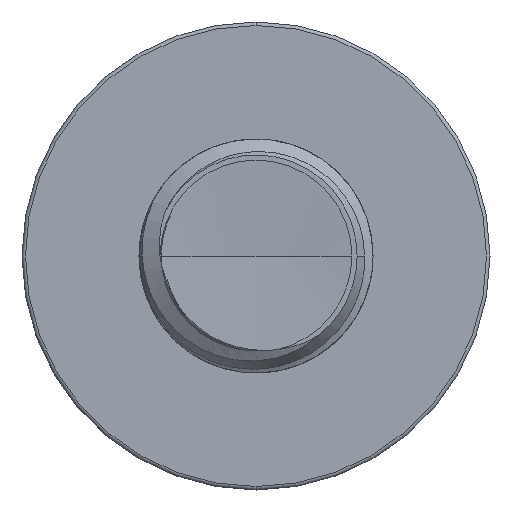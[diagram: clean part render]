
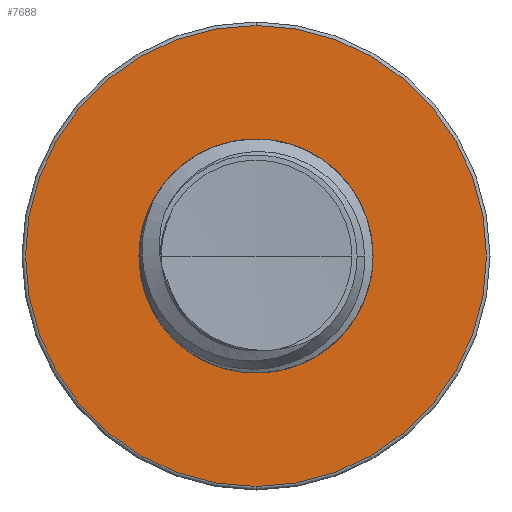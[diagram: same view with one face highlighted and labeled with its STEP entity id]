
A CAD part, front view. The second image highlights one B-rep face of the part: STEP entity #7688.
In plain terms, the highlighted planar face has unit normal (0, -1, 0).
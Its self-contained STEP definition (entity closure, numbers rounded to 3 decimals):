
#185 = VERTEX_POINT ( 'NONE', #10531 ) ;
#1384 = AXIS2_PLACEMENT_3D ( 'NONE', #11487, #11452, #11432 ) ;
#3096 = DIRECTION ( 'NONE',  ( 0., -1., 0. ) ) ;
#3494 = DIRECTION ( 'NONE',  ( 0., 0., -1. ) ) ;
#3544 = CARTESIAN_POINT ( 'NONE',  ( 0., 6., 1.971 ) ) ;
#3580 = PLANE ( 'NONE',  #19988 ) ;
#3611 = DIRECTION ( 'NONE',  ( 0., -1., 0. ) ) ;
#3801 = DIRECTION ( 'NONE',  ( 0., 0., -1. ) ) ;
#3806 = FACE_BOUND ( 'NONE', #9877, .T. ) ;
#3812 = DIRECTION ( 'NONE',  ( 0., -1., 0. ) ) ;
#3837 = CARTESIAN_POINT ( 'NONE',  ( 0., 6., 0. ) ) ;
#5096 = VERTEX_POINT ( 'NONE', #12861 ) ;
#5483 = EDGE_CURVE ( 'NONE', #185, #9891, #8057, .T. ) ;
#6182 = DIRECTION ( 'NONE',  ( 0., -1., 0. ) ) ;
#7529 = EDGE_CURVE ( 'NONE', #16478, #5096, #21493, .T. ) ;
#7545 = ORIENTED_EDGE ( 'NONE', *, *, #7529, .T. ) ;
#7579 = ORIENTED_EDGE ( 'NONE', *, *, #24705, .T. ) ;
#7611 = ORIENTED_EDGE ( 'NONE', *, *, #5483, .F. ) ;
#7636 = ORIENTED_EDGE ( 'NONE', *, *, #21874, .F. ) ;
#7688 = ADVANCED_FACE ( 'NONE', ( #24828, #3806 ), #3580, .T. ) ;
#8057 = CIRCLE ( 'NONE', #1384, 1.971 ) ;
#9554 = EDGE_LOOP ( 'NONE', ( #7545, #7579 ) ) ;
#9877 = EDGE_LOOP ( 'NONE', ( #7611, #7636 ) ) ;
#9891 = VERTEX_POINT ( 'NONE', #15439 ) ;
#10531 = CARTESIAN_POINT ( 'NONE',  ( 0., 6., -1.971 ) ) ;
#11432 = DIRECTION ( 'NONE',  ( 0., 0., -1. ) ) ;
#11452 = DIRECTION ( 'NONE',  ( 0., -1., 0. ) ) ;
#11487 = CARTESIAN_POINT ( 'NONE',  ( 0., 6., 0. ) ) ;
#11603 = AXIS2_PLACEMENT_3D ( 'NONE', #3837, #3812, #3801 ) ;
#12861 = CARTESIAN_POINT ( 'NONE',  ( 0., 6., 3.94 ) ) ;
#13173 = CIRCLE ( 'NONE', #13560, 1.971 ) ;
#13495 = CIRCLE ( 'NONE', #14488, 3.94 ) ;
#13560 = AXIS2_PLACEMENT_3D ( 'NONE', #16407, #3096, #18438 ) ;
#14488 = AXIS2_PLACEMENT_3D ( 'NONE', #19199, #6182, #21079 ) ;
#15439 = CARTESIAN_POINT ( 'NONE',  ( 0., 6., 1.971 ) ) ;
#16407 = CARTESIAN_POINT ( 'NONE',  ( 0., 6., 0. ) ) ;
#16478 = VERTEX_POINT ( 'NONE', #20566 ) ;
#18438 = DIRECTION ( 'NONE',  ( 0., 0., -1. ) ) ;
#19199 = CARTESIAN_POINT ( 'NONE',  ( 0., 6., 0. ) ) ;
#19988 = AXIS2_PLACEMENT_3D ( 'NONE', #3544, #3611, #3494 ) ;
#20566 = CARTESIAN_POINT ( 'NONE',  ( 0., 6., -3.94 ) ) ;
#21079 = DIRECTION ( 'NONE',  ( 0., 0., -1. ) ) ;
#21493 = CIRCLE ( 'NONE', #11603, 3.94 ) ;
#21874 = EDGE_CURVE ( 'NONE', #9891, #185, #13173, .T. ) ;
#24705 = EDGE_CURVE ( 'NONE', #5096, #16478, #13495, .T. ) ;
#24828 = FACE_OUTER_BOUND ( 'NONE', #9554, .T. ) ;
